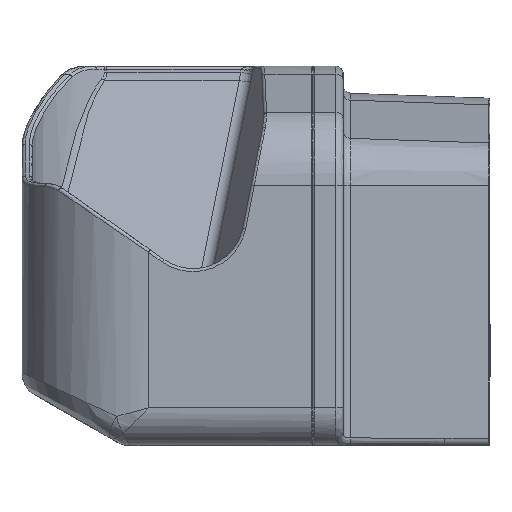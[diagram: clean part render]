
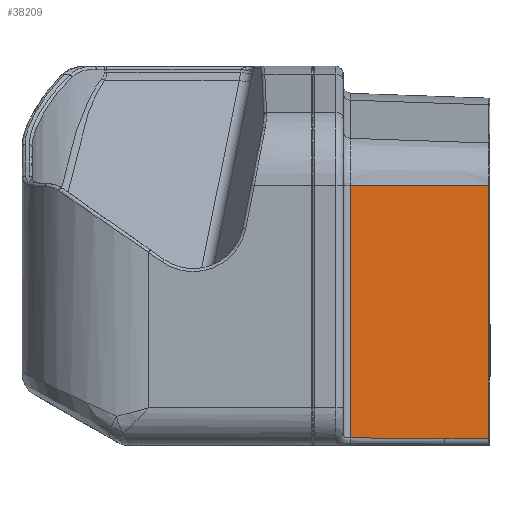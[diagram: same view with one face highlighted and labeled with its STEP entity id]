
A CAD part, left-side view. The second image highlights one B-rep face of the part: STEP entity #38209.
In plain terms, the highlighted planar face has unit normal (-0.999, -0.035, 0).
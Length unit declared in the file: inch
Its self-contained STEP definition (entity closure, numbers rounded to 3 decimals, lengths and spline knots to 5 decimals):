
#66 = ORIENTED_EDGE ( 'NONE', *, *, #33929, .F. ) ;
#1411 = ORIENTED_EDGE ( 'NONE', *, *, #8462, .F. ) ;
#2394 = EDGE_LOOP ( 'NONE', ( #21475, #21706, #66, #35472, #1411 ) ) ;
#4529 = DIRECTION ( 'NONE',  ( -0.035, 0.999, 0. ) ) ;
#6594 = CARTESIAN_POINT ( 'NONE',  ( -9.22437, 2.16948, 1.09704 ) ) ;
#8462 = EDGE_CURVE ( 'NONE', #40571, #44116, #24005, .T. ) ;
#8893 = VECTOR ( 'NONE', #36981, 39.37008 ) ;
#10072 = VERTEX_POINT ( 'NONE', #43453 ) ;
#11432 = CARTESIAN_POINT ( 'NONE',  ( -9.19028, 1.19329, -2.83465 ) ) ;
#11928 = VECTOR ( 'NONE', #38760, 39.37008 ) ;
#12270 = CARTESIAN_POINT ( 'NONE',  ( -9.22437, 2.16948, -2.83186 ) ) ;
#12864 = EDGE_CURVE ( 'NONE', #44116, #22541, #17463, .T. ) ;
#13199 = EDGE_CURVE ( 'NONE', #10072, #40571, #30395, .T. ) ;
#14923 = PLANE ( 'NONE',  #16501 ) ;
#16501 = AXIS2_PLACEMENT_3D ( 'NONE', #39905, #25712, #4529 ) ;
#17463 = B_SPLINE_CURVE_WITH_KNOTS ( 'NONE', 3,
 ( #42867, #11432, #18340, #43769 ),
 .UNSPECIFIED., .F., .F.,
 ( 4, 4 ),
 ( 0., 1. ),
 .UNSPECIFIED. ) ;
#18340 = CARTESIAN_POINT ( 'NONE',  ( -9.2074, 1.68354, -2.83371 ) ) ;
#18561 = VECTOR ( 'NONE', #34320, 39.37008 ) ;
#20007 = LINE ( 'NONE', #29649, #8893 ) ;
#20082 = CARTESIAN_POINT ( 'NONE',  ( -9.14861, 0., -2.83465 ) ) ;
#21475 = ORIENTED_EDGE ( 'NONE', *, *, #13199, .F. ) ;
#21706 = ORIENTED_EDGE ( 'NONE', *, *, #36128, .F. ) ;
#22541 = VERTEX_POINT ( 'NONE', #12270 ) ;
#24005 = LINE ( 'NONE', #20082, #18561 ) ;
#25712 = DIRECTION ( 'NONE',  ( 0.999, 0.035, 0. ) ) ;
#28676 = VECTOR ( 'NONE', #40727, 39.37008 ) ;
#29006 = CARTESIAN_POINT ( 'NONE',  ( -9.22437, 2.16948, 1.09704 ) ) ;
#29649 = CARTESIAN_POINT ( 'NONE',  ( -9.22437, 2.16948, 1.09704 ) ) ;
#30395 = LINE ( 'NONE', #44149, #28676 ) ;
#32582 = FACE_OUTER_BOUND ( 'NONE', #2394, .T. ) ;
#33929 = EDGE_CURVE ( 'NONE', #22541, #43306, #20007, .T. ) ;
#34320 = DIRECTION ( 'NONE',  ( -0.035, 0.999, 0. ) ) ;
#34507 = CARTESIAN_POINT ( 'NONE',  ( -9.14927, 0.019, -2.83465 ) ) ;
#35472 = ORIENTED_EDGE ( 'NONE', *, *, #12864, .F. ) ;
#36128 = EDGE_CURVE ( 'NONE', #43306, #10072, #38084, .T. ) ;
#36981 = DIRECTION ( 'NONE',  ( 0., 0., 1. ) ) ;
#37007 = CARTESIAN_POINT ( 'NONE',  ( -9.17316, 0.70303, -2.83465 ) ) ;
#38084 = LINE ( 'NONE', #6594, #11928 ) ;
#38209 = ADVANCED_FACE ( 'NONE', ( #32582 ), #14923, .F. ) ;
#38760 = DIRECTION ( 'NONE',  ( 0.035, -0.999, 0. ) ) ;
#39905 = CARTESIAN_POINT ( 'NONE',  ( -9.14861, 0., 1.09704 ) ) ;
#40571 = VERTEX_POINT ( 'NONE', #34507 ) ;
#40727 = DIRECTION ( 'NONE',  ( 0., 0., -1. ) ) ;
#42867 = CARTESIAN_POINT ( 'NONE',  ( -9.17316, 0.70303, -2.83465 ) ) ;
#43306 = VERTEX_POINT ( 'NONE', #29006 ) ;
#43453 = CARTESIAN_POINT ( 'NONE',  ( -9.14927, 0.019, 1.09704 ) ) ;
#43769 = CARTESIAN_POINT ( 'NONE',  ( -9.22437, 2.16948, -2.83186 ) ) ;
#44116 = VERTEX_POINT ( 'NONE', #37007 ) ;
#44149 = CARTESIAN_POINT ( 'NONE',  ( -9.14927, 0.019, 1.09704 ) ) ;
